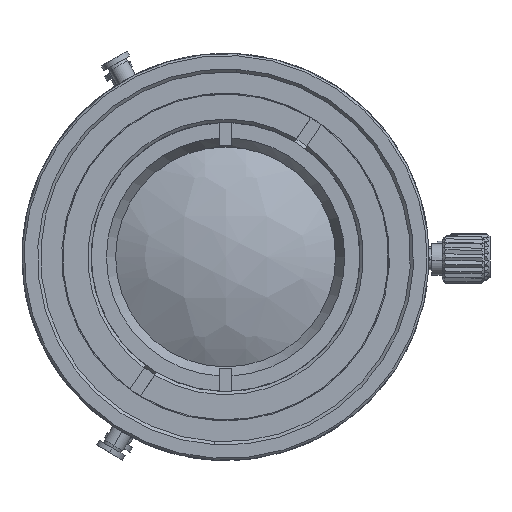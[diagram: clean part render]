
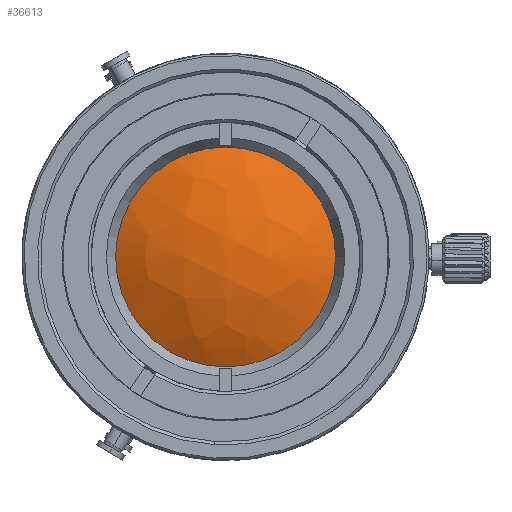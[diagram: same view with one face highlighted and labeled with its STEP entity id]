
A CAD part, left-side view. The second image highlights one B-rep face of the part: STEP entity #36613.
In plain terms, the highlighted free-form (B-spline) face has degree [3, 3] with [4, 4] control points.
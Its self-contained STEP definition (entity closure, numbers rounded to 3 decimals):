
#35 = DIRECTION ( 'NONE',  ( -1., 0., 0. ) ) ;
#1984 = CARTESIAN_POINT ( 'NONE',  ( -31.66, -6.714, 60.579 ) ) ;
#2308 = CARTESIAN_POINT ( 'NONE',  ( -31.638, 8.576, 52.401 ) ) ;
#5555 = CARTESIAN_POINT ( 'NONE',  ( -35.981, -6.714, 53.161 ) ) ;
#6044 = CARTESIAN_POINT ( 'NONE',  ( -35.992, 1.493, 53.162 ) ) ;
#8775 = FACE_OUTER_BOUND ( 'NONE', #13098, .T. ) ;
#9987 = DIRECTION ( 'NONE',  ( -1., 0., 0. ) ) ;
#13098 = EDGE_LOOP ( 'NONE', ( #17517, #46318 ) ) ;
#13709 = CARTESIAN_POINT ( 'NONE',  ( -31.629, 8.576, 45.346 ) ) ;
#14263 = CIRCLE ( 'NONE', #32126, 11. ) ;
#16604 = CIRCLE ( 'NONE', #42050, 11. ) ;
#17167 = VERTEX_POINT ( 'NONE', #17810 ) ;
#17417 = CARTESIAN_POINT ( 'NONE',  ( -35.97, -6.714, 44.576 ) ) ;
#17517 = ORIENTED_EDGE ( 'NONE', *, *, #44073, .T. ) ;
#17810 = CARTESIAN_POINT ( 'NONE',  ( -30.77, -2.582, 59.9 ) ) ;
#20976 = CARTESIAN_POINT ( 'NONE',  ( -31.63, -6.714, 37.169 ) ) ;
#21135 = CARTESIAN_POINT ( 'NONE',  ( -31.6, -13.787, 45.352 ) ) ;
#22096 = EDGE_CURVE ( 'NONE', #39646, #17167, #14263, .T. ) ;
#26523 = CARTESIAN_POINT ( 'NONE',  ( -30.77, -2.582, 48.9 ) ) ;
#27950 = CARTESIAN_POINT ( 'NONE',  ( -31.609, -13.787, 52.396 ) ) ;
#28269 = CARTESIAN_POINT ( 'NONE',  ( -35.981, 1.493, 44.574 ) ) ;
#32126 = AXIS2_PLACEMENT_3D ( 'NONE', #26523, #35, #40765 ) ;
#35706 = CARTESIAN_POINT ( 'NONE',  ( -31.638, 1.493, 37.164 ) ) ;
#36370 = CARTESIAN_POINT ( 'NONE',  ( -30.77, -2.582, 48.9 ) ) ;
#36613 = ADVANCED_FACE ( 'NONE', ( #8775 ), #46913, .T. ) ;
#39445 = CARTESIAN_POINT ( 'NONE',  ( -31.669, 1.493, 60.584 ) ) ;
#39611 = CARTESIAN_POINT ( 'NONE',  ( -28.062, 8.576, 39.26 ) ) ;
#39646 = VERTEX_POINT ( 'NONE', #45836 ) ;
#39934 = DIRECTION ( 'NONE',  ( 0., 0., 1. ) ) ;
#40765 = DIRECTION ( 'NONE',  ( 0., 0., 1. ) ) ;
#42050 = AXIS2_PLACEMENT_3D ( 'NONE', #36370, #9987, #39934 ) ;
#43306 = CARTESIAN_POINT ( 'NONE',  ( -28.039, -13.787, 39.274 ) ) ;
#44073 = EDGE_CURVE ( 'NONE', #17167, #39646, #16604, .T. ) ;
#45836 = CARTESIAN_POINT ( 'NONE',  ( -30.77, -2.582, 37.9 ) ) ;
#46318 = ORIENTED_EDGE ( 'NONE', *, *, #22096, .T. ) ;
#46378 = CARTESIAN_POINT ( 'NONE',  ( -28.087, 8.576, 58.497 ) ) ;
#46913 =( BOUNDED_SURFACE ( )  B_SPLINE_SURFACE ( 3, 3, ( 
 ( #39611, #13709, #2308, #46378 ),
 ( #35706, #28269, #6044, #39445 ),
 ( #20976, #17417, #5555, #1984 ),
 ( #43306, #21135, #27950, #47026 ) ),
 .UNSPECIFIED., .F., .F., .T. ) 
 B_SPLINE_SURFACE_WITH_KNOTS ( ( 4, 4 ),
 ( 4, 4 ),
 ( 0., 1. ),
 ( 0., 1. ),
 .UNSPECIFIED. ) 
 GEOMETRIC_REPRESENTATION_ITEM ( )  RATIONAL_B_SPLINE_SURFACE ( (
 ( 1., 0.909, 0.909, 1.),
 ( 0.908, 0.826, 0.826, 0.908),
 ( 0.908, 0.826, 0.826, 0.908),
 ( 1., 0.909, 0.909, 1.) ) ) 
 REPRESENTATION_ITEM ( '' )  SURFACE ( )  );
#47026 = CARTESIAN_POINT ( 'NONE',  ( -28.064, -13.787, 58.484 ) ) ;
